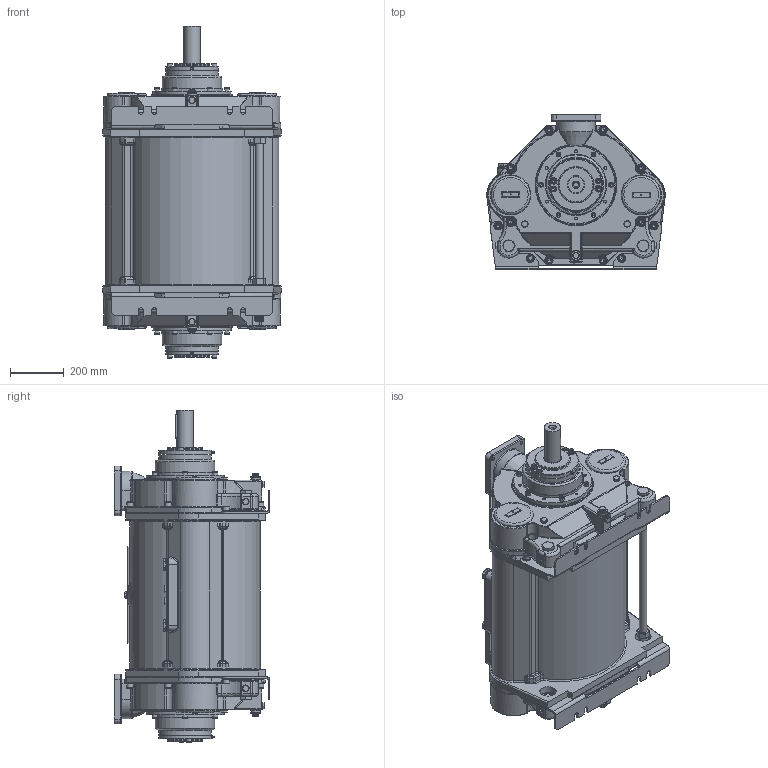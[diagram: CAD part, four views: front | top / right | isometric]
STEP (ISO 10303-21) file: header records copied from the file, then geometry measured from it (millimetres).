
FILE_DESCRIPTION(/* description */ (''),/* implementation_level */ '2;1');
FILE_NAME(/* name */ '1627517A.stp',/* time_stamp */ '2020-10-22T09:54:25+02:00',/* author */ ('JJ'),/* organization */ (''),/* preprocessor_version */ 'ST-DEVELOPER v18.1',/* originating_system */ 'Autodesk Inventor 2020',/* authorisation */ '');
FILE_SCHEMA (('CONFIG_CONTROL_DESIGN'));
Length unit declared in the file: millimetre
Products named in the file (1): 1627517A
Bounding box: 662.74 x 578.19 x 1233.7 mm (x, y, z)
Volume: 200816571.1 mm3; surface area: 3101603.8 mm2
Topology: 1 solids, 1 shells, 2685 faces, 6968 edges, 4380 vertices
Faces by surface type: plane 913, cylinder 814, torus 348, bspline 299, cone 291, sphere 20
Full cylindrical faces by diameter (mm): 3.3 x4, 4.134 x4, 8 x2, 10.11 x12, 12 x4, 13 x4, 13.84 x8, 17.29 x1, 18 x20, 20 x4, 21.8 x15, 23.8 x15, 24 x24, 24.5 x4, 25 x2, 26 x1, 28 x1, 30 x24, 32.5 x5, 34.8 x4, 35 x2, 36 x2, 39.8 x7, 39.9 x2, 42.8 x7, 60 x5, 65 x1, 125 x2, 130 x2, 140 x2
Entity records: 93057 total; most frequent: CARTESIAN_POINT 26480, ORIENTED_EDGE 13718, DIRECTION 13562, EDGE_CURVE 6859, AXIS2_PLACEMENT_3D 5594, VERTEX_POINT 4380, CIRCLE 3027, EDGE_LOOP 2939
